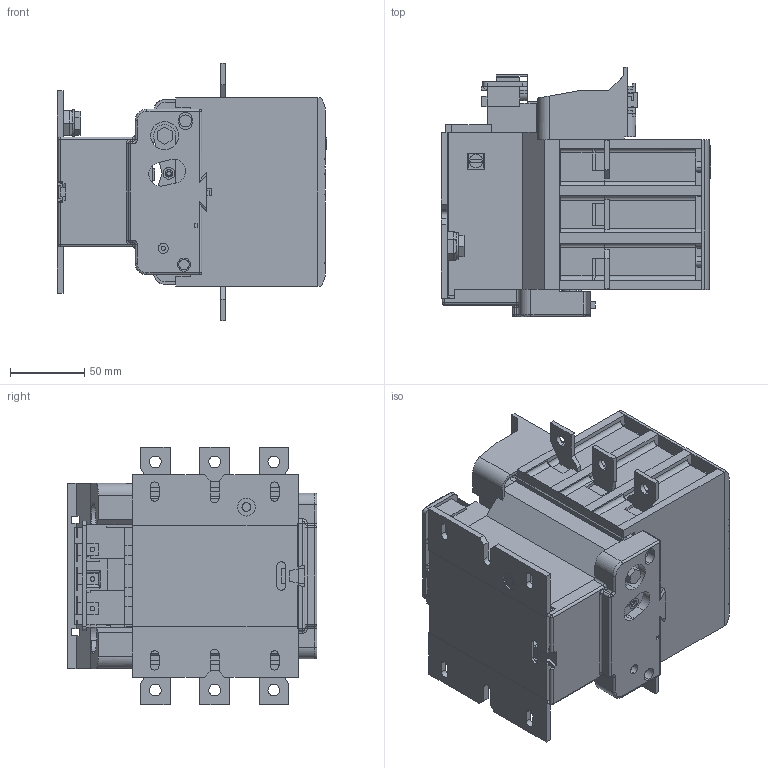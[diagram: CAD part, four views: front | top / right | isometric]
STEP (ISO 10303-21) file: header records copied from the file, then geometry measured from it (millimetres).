
FILE_DESCRIPTION (( 'STEP AP203' ), '1' );
FILE_NAME ('Êîíòàêòîð ÊÒÝ 185À.STEP', '2016-11-25T12:52:45', ( '' ), ( '' ), 'SwSTEP 2.0', 'SolidWorks 2010', '' );
FILE_SCHEMA (( 'CONFIG_CONTROL_DESIGN' ));
Products named in the file (1): Êîíòàêòîð ÊÒÝ 185À
Bounding box: 182 x 168.5 x 174 mm (x, y, z)
Volume: 1689588.9 mm3; surface area: 290546.8 mm2
Topology: 2 solids, 5 shells, 1259 faces, 3532 edges, 2293 vertices
Faces by surface type: plane 962, cylinder 259, torus 26, sphere 8, cone 4
Entity records: 40522 total; most frequent: CARTESIAN_POINT 7726, ORIENTED_EDGE 7048, DIRECTION 6446, EDGE_CURVE 3524, LINE 2876, VECTOR 2876, VERTEX_POINT 2293, AXIS2_PLACEMENT_3D 1785
